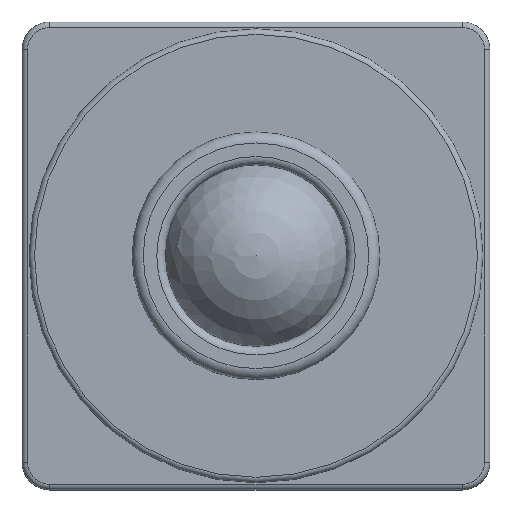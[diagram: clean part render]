
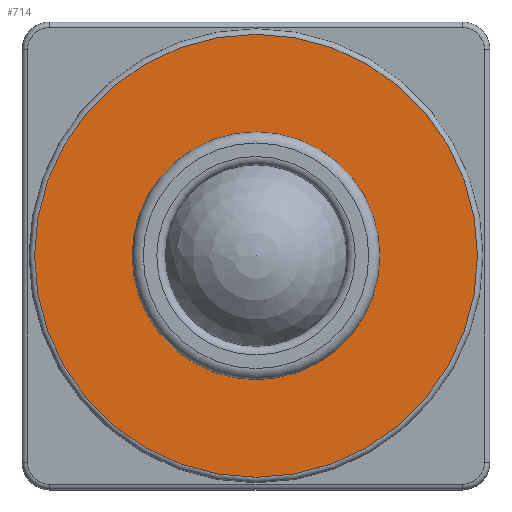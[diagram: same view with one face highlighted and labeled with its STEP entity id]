
A CAD part, top view. The second image highlights one B-rep face of the part: STEP entity #714.
In plain terms, the highlighted planar face has unit normal (0, 0, 1).
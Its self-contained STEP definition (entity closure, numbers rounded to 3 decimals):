
#22=FACE_BOUND('',#180,.T.);
#85=CIRCLE('',#810,8.05);
#89=CIRCLE('',#816,4.5);
#132=FACE_OUTER_BOUND('',#179,.T.);
#179=EDGE_LOOP('',(#611));
#180=EDGE_LOOP('',(#612));
#340=VERTEX_POINT('',#1232);
#343=VERTEX_POINT('',#1242);
#433=EDGE_CURVE('',#340,#340,#85,.T.);
#438=EDGE_CURVE('',#343,#343,#89,.T.);
#611=ORIENTED_EDGE('',*,*,#433,.F.);
#612=ORIENTED_EDGE('',*,*,#438,.T.);
#673=PLANE('',#815);
#714=ADVANCED_FACE('',(#132,#22),#673,.T.);
#810=AXIS2_PLACEMENT_3D('',#1233,#1011,#1012);
#815=AXIS2_PLACEMENT_3D('',#1241,#1022,#1023);
#816=AXIS2_PLACEMENT_3D('',#1243,#1024,#1025);
#1011=DIRECTION('center_axis',(0.,0.,-1.));
#1012=DIRECTION('ref_axis',(-1.,0.,0.));
#1022=DIRECTION('center_axis',(0.,0.,1.));
#1023=DIRECTION('ref_axis',(-1.,0.,0.));
#1024=DIRECTION('center_axis',(0.,0.,-1.));
#1025=DIRECTION('ref_axis',(-1.,0.,0.));
#1232=CARTESIAN_POINT('',(-8.05,0.,6.65));
#1233=CARTESIAN_POINT('Origin',(0.,0.,6.65));
#1241=CARTESIAN_POINT('Origin',(0.,0.,6.65));
#1242=CARTESIAN_POINT('',(4.5,0.,6.65));
#1243=CARTESIAN_POINT('Origin',(0.,0.,6.65));
